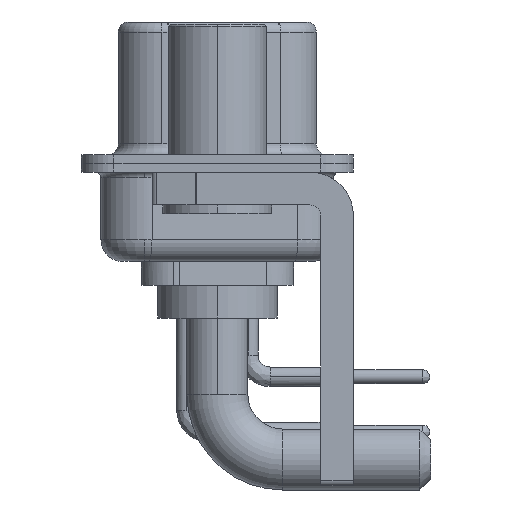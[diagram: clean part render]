
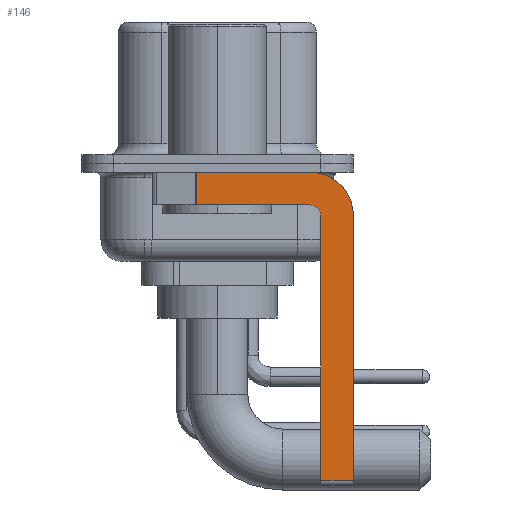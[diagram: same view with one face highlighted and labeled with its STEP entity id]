
A CAD part, left-side view. The second image highlights one B-rep face of the part: STEP entity #146.
In plain terms, the highlighted planar face has unit normal (-1, 0, 0).
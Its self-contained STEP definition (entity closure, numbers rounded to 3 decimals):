
#31 = AXIS2_PLACEMENT_3D ( 'NONE', #14773, #19331, #10323 ) ;
#146 = ADVANCED_FACE ( 'NONE', ( #7792 ), #17127, .F. ) ;
#876 = VECTOR ( 'NONE', #27642, 1000. ) ;
#1210 = EDGE_LOOP ( 'NONE', ( #5942, #5548, #18721, #19420, #2149, #25100, #13539, #14920 ) ) ;
#1766 = DIRECTION ( 'NONE',  ( 0., 0., 1. ) ) ;
#2149 = ORIENTED_EDGE ( 'NONE', *, *, #11822, .F. ) ;
#2242 = CIRCLE ( 'NONE', #6977, 0.5 ) ;
#3064 = CARTESIAN_POINT ( 'NONE',  ( -2.9, -4.75, -14.8 ) ) ;
#3660 = LINE ( 'NONE', #16843, #24137 ) ;
#3838 = EDGE_CURVE ( 'NONE', #9080, #16569, #3660, .T. ) ;
#3945 = EDGE_CURVE ( 'NONE', #10276, #18241, #15346, .T. ) ;
#4032 = LINE ( 'NONE', #11288, #19628 ) ;
#5079 = DIRECTION ( 'NONE',  ( 0., 0., -1. ) ) ;
#5206 = LINE ( 'NONE', #16453, #5284 ) ;
#5284 = VECTOR ( 'NONE', #27858, 1000. ) ;
#5548 = ORIENTED_EDGE ( 'NONE', *, *, #3838, .T. ) ;
#5942 = ORIENTED_EDGE ( 'NONE', *, *, #23131, .F. ) ;
#6402 = CARTESIAN_POINT ( 'NONE',  ( -2.9, -4.25, -1.9 ) ) ;
#6977 = AXIS2_PLACEMENT_3D ( 'NONE', #21917, #15398, #1766 ) ;
#7792 = FACE_OUTER_BOUND ( 'NONE', #1210, .T. ) ;
#8392 = EDGE_CURVE ( 'NONE', #10714, #16569, #12218, .T. ) ;
#8467 = CIRCLE ( 'NONE', #19811, 2. ) ;
#9080 = VERTEX_POINT ( 'NONE', #15639 ) ;
#10276 = VERTEX_POINT ( 'NONE', #15351 ) ;
#10323 = DIRECTION ( 'NONE',  ( 0., 0., -1. ) ) ;
#10714 = VERTEX_POINT ( 'NONE', #6402 ) ;
#11288 = CARTESIAN_POINT ( 'NONE',  ( -2.9, 3., -0.4 ) ) ;
#11822 = EDGE_CURVE ( 'NONE', #10276, #14854, #15955, .T. ) ;
#11955 = CARTESIAN_POINT ( 'NONE',  ( -2.9, -6.25, -2.4 ) ) ;
#12218 = LINE ( 'NONE', #14437, #14694 ) ;
#13427 = CARTESIAN_POINT ( 'NONE',  ( -2.9, -4.25, -14.55 ) ) ;
#13531 = DIRECTION ( 'NONE',  ( 1., 0., 0. ) ) ;
#13539 = ORIENTED_EDGE ( 'NONE', *, *, #16658, .F. ) ;
#14437 = CARTESIAN_POINT ( 'NONE',  ( -2.9, -4.25, -1.9 ) ) ;
#14694 = VECTOR ( 'NONE', #27605, 1000. ) ;
#14767 = VERTEX_POINT ( 'NONE', #19433 ) ;
#14773 = CARTESIAN_POINT ( 'NONE',  ( -2.9, -4.25, -2.4 ) ) ;
#14854 = VERTEX_POINT ( 'NONE', #24734 ) ;
#14920 = ORIENTED_EDGE ( 'NONE', *, *, #28442, .F. ) ;
#15166 = VECTOR ( 'NONE', #19927, 1000. ) ;
#15346 = LINE ( 'NONE', #13427, #15166 ) ;
#15351 = CARTESIAN_POINT ( 'NONE',  ( -2.9, -4.75, -14.55 ) ) ;
#15398 = DIRECTION ( 'NONE',  ( -1., 0., 0. ) ) ;
#15639 = CARTESIAN_POINT ( 'NONE',  ( -2.9, 0.978, -0.4 ) ) ;
#15955 = LINE ( 'NONE', #3064, #876 ) ;
#16453 = CARTESIAN_POINT ( 'NONE',  ( -2.9, -6.25, -2.4 ) ) ;
#16569 = VERTEX_POINT ( 'NONE', #19876 ) ;
#16658 = EDGE_CURVE ( 'NONE', #24348, #18241, #5206, .T. ) ;
#16843 = CARTESIAN_POINT ( 'NONE',  ( -2.9, 0.978, -1.9 ) ) ;
#16901 = CARTESIAN_POINT ( 'NONE',  ( -2.9, -6.25, -14.55 ) ) ;
#17042 = EDGE_CURVE ( 'NONE', #14854, #10714, #2242, .T. ) ;
#17127 = PLANE ( 'NONE',  #31 ) ;
#18241 = VERTEX_POINT ( 'NONE', #16901 ) ;
#18721 = ORIENTED_EDGE ( 'NONE', *, *, #8392, .F. ) ;
#19331 = DIRECTION ( 'NONE',  ( 1., 0., 0. ) ) ;
#19420 = ORIENTED_EDGE ( 'NONE', *, *, #17042, .F. ) ;
#19433 = CARTESIAN_POINT ( 'NONE',  ( -2.9, -4.25, -0.4 ) ) ;
#19628 = VECTOR ( 'NONE', #26967, 1000. ) ;
#19811 = AXIS2_PLACEMENT_3D ( 'NONE', #27278, #13531, #5079 ) ;
#19876 = CARTESIAN_POINT ( 'NONE',  ( -2.9, 0.978, -1.9 ) ) ;
#19927 = DIRECTION ( 'NONE',  ( 0., -1., 0. ) ) ;
#21719 = DIRECTION ( 'NONE',  ( 0., 0., -1. ) ) ;
#21917 = CARTESIAN_POINT ( 'NONE',  ( -2.9, -4.25, -2.4 ) ) ;
#23131 = EDGE_CURVE ( 'NONE', #9080, #14767, #4032, .T. ) ;
#24137 = VECTOR ( 'NONE', #21719, 1000. ) ;
#24348 = VERTEX_POINT ( 'NONE', #11955 ) ;
#24734 = CARTESIAN_POINT ( 'NONE',  ( -2.9, -4.75, -2.4 ) ) ;
#25100 = ORIENTED_EDGE ( 'NONE', *, *, #3945, .T. ) ;
#26967 = DIRECTION ( 'NONE',  ( 0., -1., 0. ) ) ;
#27278 = CARTESIAN_POINT ( 'NONE',  ( -2.9, -4.25, -2.4 ) ) ;
#27605 = DIRECTION ( 'NONE',  ( 0., 1., 0. ) ) ;
#27642 = DIRECTION ( 'NONE',  ( 0., 0., 1. ) ) ;
#27858 = DIRECTION ( 'NONE',  ( 0., 0., -1. ) ) ;
#28442 = EDGE_CURVE ( 'NONE', #14767, #24348, #8467, .T. ) ;
